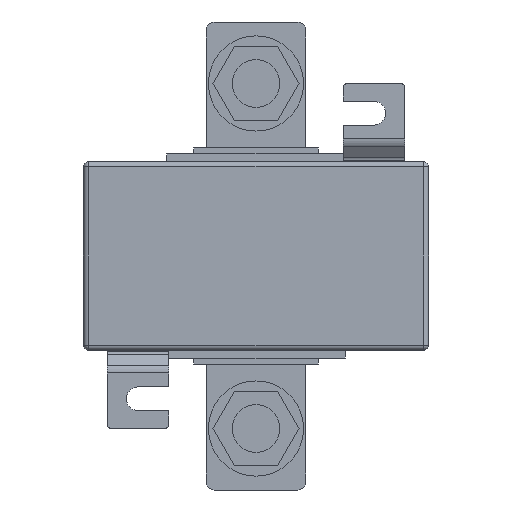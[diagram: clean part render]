
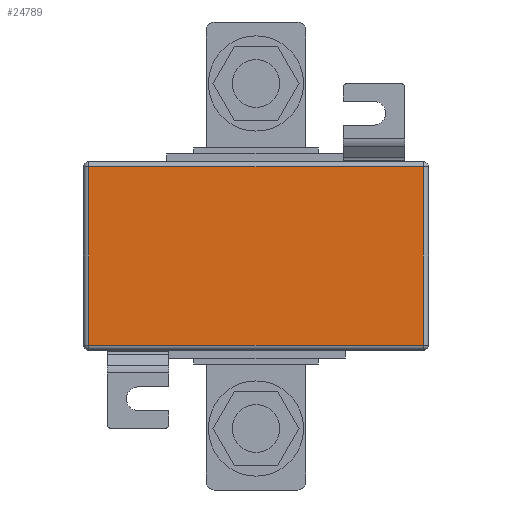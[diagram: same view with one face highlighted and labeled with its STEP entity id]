
A CAD part, front view. The second image highlights one B-rep face of the part: STEP entity #24789.
In plain terms, the highlighted planar face has unit normal (0, -1, 0).
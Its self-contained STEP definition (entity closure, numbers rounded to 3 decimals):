
#151 = CARTESIAN_POINT ( 'NONE',  ( -42.2, -43.5, 23.75 ) ) ;
#156 = CARTESIAN_POINT ( 'NONE',  ( -42.2, -43.5, -22.45 ) ) ;
#388 = CARTESIAN_POINT ( 'NONE',  ( -43.5, -43.5, 22.45 ) ) ;
#976 = PLANE ( 'NONE',  #25433 ) ;
#1419 = LINE ( 'NONE', #25102, #13283 ) ;
#3614 = LINE ( 'NONE', #151, #14713 ) ;
#5055 = DIRECTION ( 'NONE',  ( 0., 1., 0. ) ) ;
#5884 = CARTESIAN_POINT ( 'NONE',  ( 42.2, -43.5, -22.45 ) ) ;
#6667 = VECTOR ( 'NONE', #14102, 1000. ) ;
#9406 = VERTEX_POINT ( 'NONE', #28922 ) ;
#9782 = ORIENTED_EDGE ( 'NONE', *, *, #18293, .T. ) ;
#11421 = DIRECTION ( 'NONE',  ( 0., 0., -1. ) ) ;
#12108 = CARTESIAN_POINT ( 'NONE',  ( -43.5, -43.5, 23.75 ) ) ;
#12578 = LINE ( 'NONE', #20559, #6667 ) ;
#13283 = VECTOR ( 'NONE', #18358, 1000. ) ;
#14069 = VERTEX_POINT ( 'NONE', #5884 ) ;
#14102 = DIRECTION ( 'NONE',  ( 1., 0., 0. ) ) ;
#14713 = VECTOR ( 'NONE', #11421, 1000. ) ;
#16510 = EDGE_LOOP ( 'NONE', ( #19860, #18054, #9782, #20264 ) ) ;
#16635 = DIRECTION ( 'NONE',  ( 0., 0., 1. ) ) ;
#18054 = ORIENTED_EDGE ( 'NONE', *, *, #18332, .T. ) ;
#18248 = EDGE_CURVE ( 'NONE', #22743, #25251, #3614, .T. ) ;
#18293 = EDGE_CURVE ( 'NONE', #9406, #22743, #25991, .T. ) ;
#18332 = EDGE_CURVE ( 'NONE', #14069, #9406, #1419, .T. ) ;
#18358 = DIRECTION ( 'NONE',  ( 0., 0., 1. ) ) ;
#18370 = EDGE_CURVE ( 'NONE', #25251, #14069, #12578, .T. ) ;
#18926 = FACE_OUTER_BOUND ( 'NONE', #16510, .T. ) ;
#19860 = ORIENTED_EDGE ( 'NONE', *, *, #18370, .T. ) ;
#20264 = ORIENTED_EDGE ( 'NONE', *, *, #18248, .T. ) ;
#20559 = CARTESIAN_POINT ( 'NONE',  ( -43.5, -43.5, -22.45 ) ) ;
#22743 = VERTEX_POINT ( 'NONE', #27845 ) ;
#22794 = DIRECTION ( 'NONE',  ( -1., 0., 0. ) ) ;
#24789 = ADVANCED_FACE ( 'NONE', ( #18926 ), #976, .F. ) ;
#25102 = CARTESIAN_POINT ( 'NONE',  ( 42.2, -43.5, 23.75 ) ) ;
#25251 = VERTEX_POINT ( 'NONE', #156 ) ;
#25253 = VECTOR ( 'NONE', #22794, 1000. ) ;
#25433 = AXIS2_PLACEMENT_3D ( 'NONE', #12108, #5055, #16635 ) ;
#25991 = LINE ( 'NONE', #388, #25253 ) ;
#27845 = CARTESIAN_POINT ( 'NONE',  ( -42.2, -43.5, 22.45 ) ) ;
#28922 = CARTESIAN_POINT ( 'NONE',  ( 42.2, -43.5, 22.45 ) ) ;
